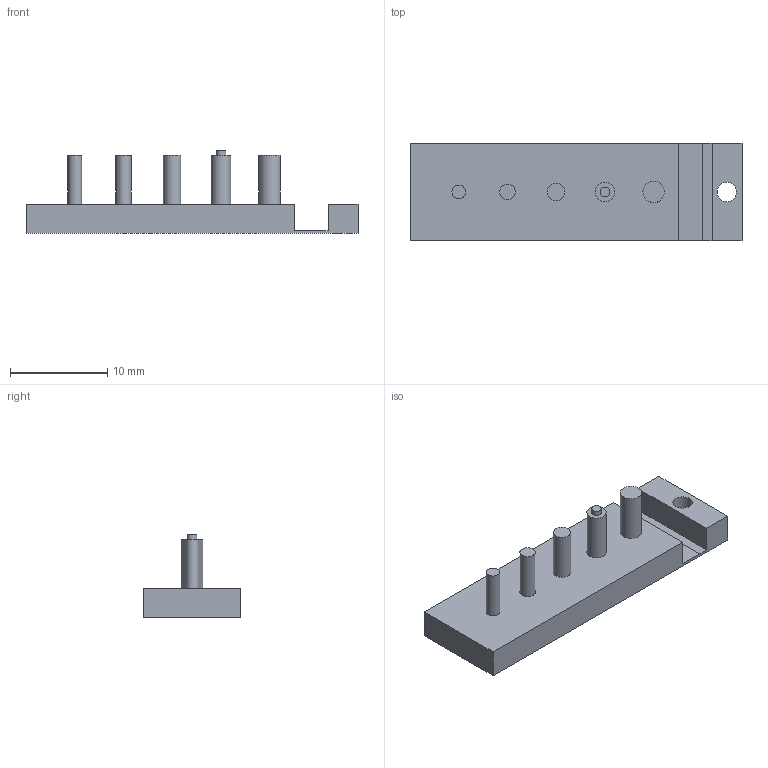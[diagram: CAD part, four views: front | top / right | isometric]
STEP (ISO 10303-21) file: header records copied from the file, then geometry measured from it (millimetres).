
FILE_DESCRIPTION(('FreeCAD Model'),'2;1');
FILE_NAME( '7to11.step', '2019-01-10T16:14:02',('Author'),(''), 'Open CASCADE STEP processor 7.3','FreeCAD','Unknown');
FILE_SCHEMA(('AUTOMOTIVE_DESIGN { 1 0 10303 214 1 1 1 1 }'));
Length unit declared in the file: millimetre
Products named in the file (1): Pad002
Bounding box: 34.06 x 10 x 8.5 mm (x, y, z)
Volume: 983.5 mm3; surface area: 1136.2 mm2
Topology: 1 solids, 1 shells, 24 faces, 48 edges, 32 vertices
Faces by surface type: plane 17, cylinder 7
Full cylindrical faces by diameter (mm): 1 x1, 1.4 x1, 1.6 x1, 1.8 x1, 2 x2, 2.2 x1
Entity records: 1296 total; most frequent: CARTESIAN_POINT 243, DIRECTION 201, LINE 116, VECTOR 116, ORIENTED_EDGE 96, PCURVE 96, DEFINITIONAL_REPRESENTATION 96, EDGE_CURVE 48
